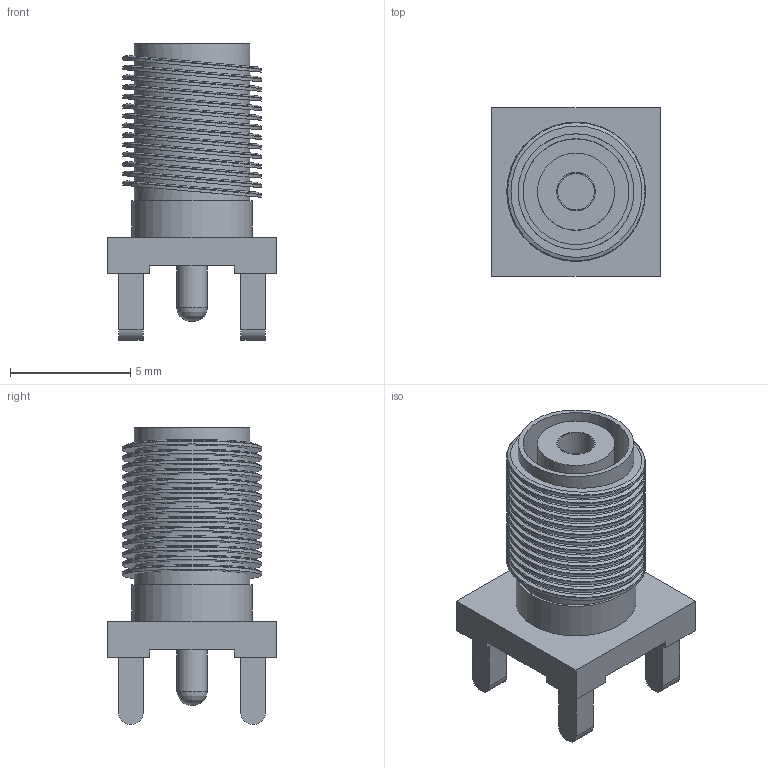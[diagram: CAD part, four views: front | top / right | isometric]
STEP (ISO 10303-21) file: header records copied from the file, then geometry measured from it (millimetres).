
FILE_DESCRIPTION(/* description */ ('model of SMA_Amphenol_132134-16_Vertical'),/* implementation_level */ '2;1');
FILE_NAME(/* name */ 'SMA_Amphenol_132134-16_Vertical.step',/* time_stamp */ '2019-02-19T20:56:09',/* author */ ('kicad StepUp','ksu'),/* organization */ ('FreeCAD'),/* preprocessor_version */ 'OCC',/* originating_system */ 'kicad StepUp',/* authorisation */ '');
FILE_SCHEMA(('AUTOMOTIVE_DESIGN { 1 0 10303 214 1 1 1 1 }'));
Length unit declared in the file: millimetre
Products named in the file (1): SMA_Amphenol_132134_16
Bounding box: 7 x 7 x 12.32 mm (x, y, z)
Volume: 186.6 mm3; surface area: 719.2 mm2
Topology: 1 solids, 1 shells, 144 faces, 281 edges, 178 vertices
Faces by surface type: plane 73, cylinder 42, cone 28, revolution 1
Full cylindrical faces by diameter (mm): 1.27 x1, 1.52 x1, 3.2 x1, 4.4 x1, 4.8 x15, 5 x1, 5.778 x14
Entity records: 4707 total; most frequent: DIRECTION 685, CARTESIAN_POINT 614, ORIENTED_EDGE 562, EDGE_CURVE 281, AXIS2_PLACEMENT_3D 259, FACE_BOUND 183, EDGE_LOOP 183, VERTEX_POINT 178
